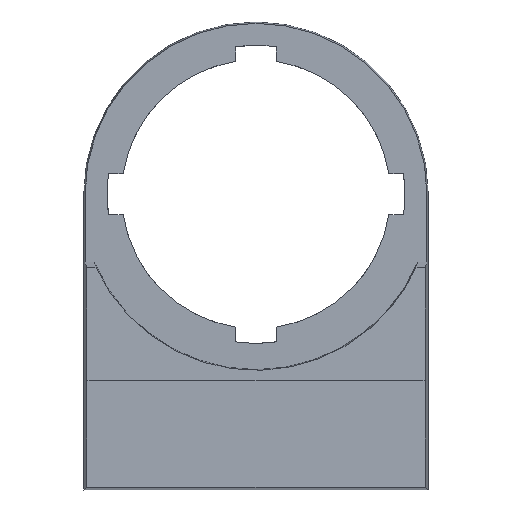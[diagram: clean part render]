
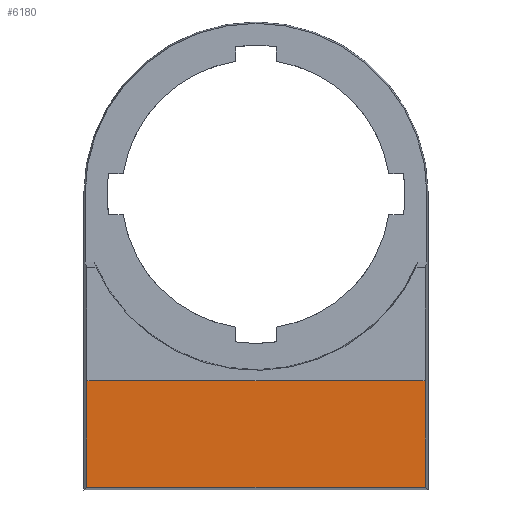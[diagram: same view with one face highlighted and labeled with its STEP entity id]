
A CAD part, top view. The second image highlights one B-rep face of the part: STEP entity #6180.
In plain terms, the highlighted planar face has unit normal (0, -0.01, 1).
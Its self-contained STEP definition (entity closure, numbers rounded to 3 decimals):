
#3230=CARTESIAN_POINT('',(29.239,0.358,
2.984));
#3240=VERTEX_POINT('',#3230);
#3270=CARTESIAN_POINT('',(29.239,0.,2.98));
#3280=DIRECTION('',(-0.001,1.,
0.01));
#3290=VECTOR('',#3280,1.);
#3300=LINE('',#3270,#3290);
#3310=CARTESIAN_POINT('',(29.231,9.5,
3.074));
#3320=VERTEX_POINT('',#3310);
#3330=EDGE_CURVE('',#3240,#3320,#3300,.T.);
#4630=CARTESIAN_POINT('',(0.269,9.5,
3.074));
#4640=VERTEX_POINT('',#4630);
#4690=CARTESIAN_POINT('',(0.261,0.,2.98));
#4700=DIRECTION('',(0.001,1.,
0.01));
#4710=VECTOR('',#4700,1.);
#4720=LINE('',#4690,#4710);
#4730=CARTESIAN_POINT('',(0.261,0.358,
2.984));
#4740=VERTEX_POINT('',#4730);
#4750=EDGE_CURVE('',#4740,#4640,#4720,.T.);
#5650=CARTESIAN_POINT('',(0.,9.5,3.074));
#5660=DIRECTION('',(1.,0.,
0.));
#5670=VECTOR('',#5660,1.);
#5680=LINE('',#5650,#5670);
#5690=CARTESIAN_POINT('',(28.476,9.5,
3.074));
#5700=VERTEX_POINT('',#5690);
#5710=EDGE_CURVE('',#5700,#3320,#5680,.T.);
#5730=CARTESIAN_POINT('',(0.,9.5,3.074));
#5740=DIRECTION('',(-1.,0.,
0.));
#5750=VECTOR('',#5740,1.);
#5760=LINE('',#5730,#5750);
#5770=CARTESIAN_POINT('',(1.024,9.5,
3.074));
#5780=VERTEX_POINT('',#5770);
#5790=EDGE_CURVE('',#5700,#5780,#5760,.T.);
#5810=EDGE_CURVE('',#4640,#5780,#5680,.T.);
#6000=CARTESIAN_POINT('',(-0.382,-0.231,
2.978));
#6010=DIRECTION('',(0.,-0.01,
1.));
#6020=DIRECTION('',(0.,1.,
0.01));
#6030=AXIS2_PLACEMENT_3D('',#6000,#6010,#6020);
#6040=PLANE('',#6030);
#6050=ORIENTED_EDGE('',*,*,#5790,.T.);
#6060=ORIENTED_EDGE('',*,*,#5710,.F.);
#6070=ORIENTED_EDGE('',*,*,#3330,.T.);
#6080=CARTESIAN_POINT('',(0.,0.358,2.984));
#6090=DIRECTION('',(1.,0.,
0.));
#6100=VECTOR('',#6090,1.);
#6110=LINE('',#6080,#6100);
#6120=EDGE_CURVE('',#4740,#3240,#6110,.T.);
#6130=ORIENTED_EDGE('',*,*,#6120,.T.);
#6140=ORIENTED_EDGE('',*,*,#4750,.F.);
#6150=ORIENTED_EDGE('',*,*,#5810,.F.);
#6160=EDGE_LOOP('',(#6150,#6140,#6130,#6070,#6060,#6050));
#6170=FACE_OUTER_BOUND('',#6160,.T.);
#6180=ADVANCED_FACE('',(#6170),#6040,.T.);
